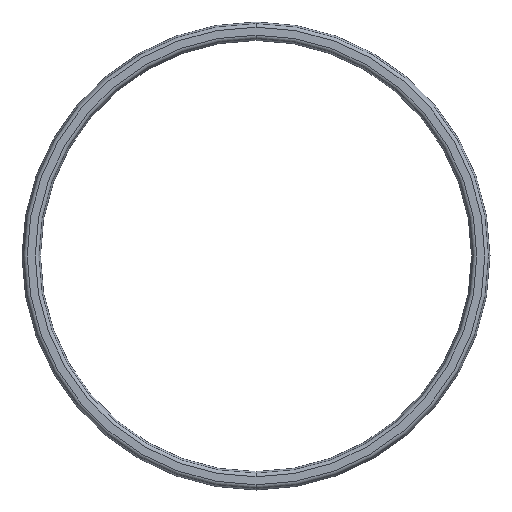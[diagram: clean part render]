
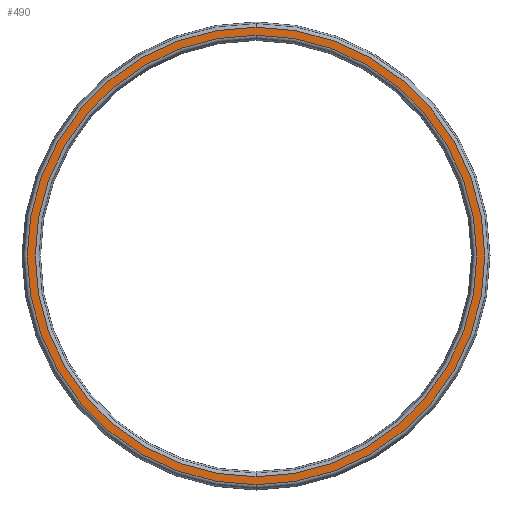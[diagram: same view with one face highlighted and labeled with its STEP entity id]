
A CAD part, front view. The second image highlights one B-rep face of the part: STEP entity #490.
In plain terms, the highlighted planar face has unit normal (0, -1, 0).
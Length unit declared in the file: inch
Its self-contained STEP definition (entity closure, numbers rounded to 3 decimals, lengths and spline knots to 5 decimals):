
#5 = AXIS2_PLACEMENT_3D ( 'NONE', #58, #202, #556 ) ;
#15 = ORIENTED_EDGE ( 'NONE', *, *, #237, .T. ) ;
#17 = CIRCLE ( 'NONE', #159, 3.88051 ) ;
#39 = CARTESIAN_POINT ( 'NONE',  ( 3.8125, -0.25, -3.88051 ) ) ;
#48 = EDGE_CURVE ( 'NONE', #263, #473, #209, .T. ) ;
#58 = CARTESIAN_POINT ( 'NONE',  ( -0.10938, -0.25, 0. ) ) ;
#71 = CARTESIAN_POINT ( 'NONE',  ( 3.8125, -0.25, 0. ) ) ;
#105 = CIRCLE ( 'NONE', #339, 3.74449 ) ;
#110 = DIRECTION ( 'NONE',  ( 0., 1., 0. ) ) ;
#120 = DIRECTION ( 'NONE',  ( 0., -1., 0. ) ) ;
#138 = CARTESIAN_POINT ( 'NONE',  ( 3.8125, -0.25, 0. ) ) ;
#159 = AXIS2_PLACEMENT_3D ( 'NONE', #235, #120, #536 ) ;
#171 = VERTEX_POINT ( 'NONE', #39 ) ;
#194 = DIRECTION ( 'NONE',  ( 0., 0., -1. ) ) ;
#202 = DIRECTION ( 'NONE',  ( 0., -1., 0. ) ) ;
#209 = CIRCLE ( 'NONE', #655, 3.74449 ) ;
#219 = VERTEX_POINT ( 'NONE', #580 ) ;
#235 = CARTESIAN_POINT ( 'NONE',  ( 3.8125, -0.25, 0. ) ) ;
#237 = EDGE_CURVE ( 'NONE', #473, #263, #105, .T. ) ;
#263 = VERTEX_POINT ( 'NONE', #627 ) ;
#304 = PLANE ( 'NONE',  #5 ) ;
#305 = EDGE_CURVE ( 'NONE', #219, #171, #17, .T. ) ;
#325 = EDGE_LOOP ( 'NONE', ( #15, #327 ) ) ;
#327 = ORIENTED_EDGE ( 'NONE', *, *, #48, .T. ) ;
#328 = CIRCLE ( 'NONE', #380, 3.88051 ) ;
#336 = EDGE_LOOP ( 'NONE', ( #421, #568 ) ) ;
#339 = AXIS2_PLACEMENT_3D ( 'NONE', #71, #110, #517 ) ;
#342 = DIRECTION ( 'NONE',  ( 0., 0., -1. ) ) ;
#380 = AXIS2_PLACEMENT_3D ( 'NONE', #138, #404, #194 ) ;
#404 = DIRECTION ( 'NONE',  ( 0., -1., 0. ) ) ;
#421 = ORIENTED_EDGE ( 'NONE', *, *, #608, .T. ) ;
#457 = DIRECTION ( 'NONE',  ( 0., 1., 0. ) ) ;
#473 = VERTEX_POINT ( 'NONE', #584 ) ;
#490 = ADVANCED_FACE ( 'NONE', ( #605, #607 ), #304, .T. ) ;
#503 = CARTESIAN_POINT ( 'NONE',  ( 3.8125, -0.25, 0. ) ) ;
#517 = DIRECTION ( 'NONE',  ( 0., 0., -1. ) ) ;
#536 = DIRECTION ( 'NONE',  ( 0., 0., -1. ) ) ;
#556 = DIRECTION ( 'NONE',  ( 0., 0., -1. ) ) ;
#568 = ORIENTED_EDGE ( 'NONE', *, *, #305, .T. ) ;
#580 = CARTESIAN_POINT ( 'NONE',  ( 3.8125, -0.25, 3.88051 ) ) ;
#584 = CARTESIAN_POINT ( 'NONE',  ( 3.8125, -0.25, -3.74449 ) ) ;
#605 = FACE_OUTER_BOUND ( 'NONE', #336, .T. ) ;
#607 = FACE_BOUND ( 'NONE', #325, .T. ) ;
#608 = EDGE_CURVE ( 'NONE', #171, #219, #328, .T. ) ;
#627 = CARTESIAN_POINT ( 'NONE',  ( 3.8125, -0.25, 3.74449 ) ) ;
#655 = AXIS2_PLACEMENT_3D ( 'NONE', #503, #457, #342 ) ;
